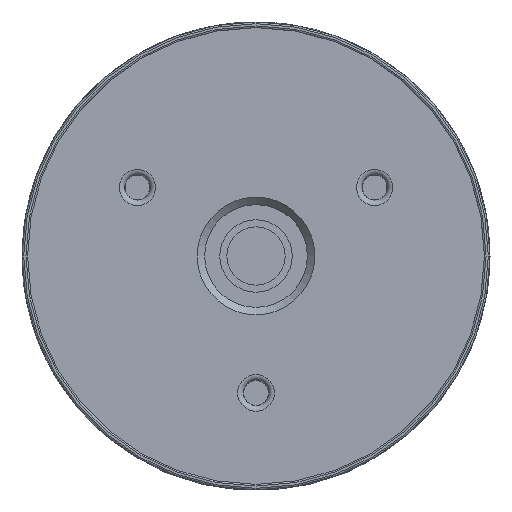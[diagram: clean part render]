
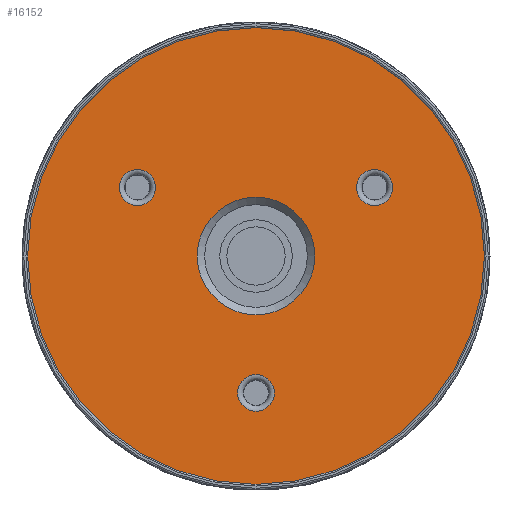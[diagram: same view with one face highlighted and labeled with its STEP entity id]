
A CAD part, front view. The second image highlights one B-rep face of the part: STEP entity #16152.
In plain terms, the highlighted planar face has unit normal (0, -1, 0).
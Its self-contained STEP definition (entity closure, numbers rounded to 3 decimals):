
#4598=FACE_BOUND('',#6285,.T.);
#4599=FACE_BOUND('',#6286,.T.);
#4600=FACE_BOUND('',#6287,.T.);
#4601=FACE_BOUND('',#6288,.T.);
#5379=FACE_OUTER_BOUND('',#6284,.T.);
#6284=EDGE_LOOP('',(#14667,#14668));
#6285=EDGE_LOOP('',(#14669));
#6286=EDGE_LOOP('',(#14670));
#6287=EDGE_LOOP('',(#14671,#14672));
#6288=EDGE_LOOP('',(#14673));
#6431=CIRCLE('',#16448,3.162);
#6434=CIRCLE('',#16452,3.162);
#6595=CIRCLE('',#17076,40.017);
#6596=CIRCLE('',#17077,40.017);
#6616=CIRCLE('',#17104,10.3);
#6617=CIRCLE('',#17105,3.203);
#6618=CIRCLE('',#17106,3.203);
#6998=VERTEX_POINT('',#21699);
#7001=VERTEX_POINT('',#21707);
#8098=VERTEX_POINT('',#28622);
#8099=VERTEX_POINT('',#28624);
#8121=VERTEX_POINT('',#28855);
#8122=VERTEX_POINT('',#28857);
#8123=VERTEX_POINT('',#28858);
#8653=EDGE_CURVE('',#6998,#6998,#6431,.T.);
#8657=EDGE_CURVE('',#7001,#7001,#6434,.T.);
#10303=EDGE_CURVE('',#8098,#8099,#6595,.T.);
#10304=EDGE_CURVE('',#8099,#8098,#6596,.T.);
#10332=EDGE_CURVE('',#8121,#8121,#6616,.T.);
#10333=EDGE_CURVE('',#8122,#8123,#6617,.T.);
#10334=EDGE_CURVE('',#8123,#8122,#6618,.T.);
#14667=ORIENTED_EDGE('',*,*,#10304,.F.);
#14668=ORIENTED_EDGE('',*,*,#10303,.F.);
#14669=ORIENTED_EDGE('',*,*,#8657,.T.);
#14670=ORIENTED_EDGE('',*,*,#10332,.F.);
#14671=ORIENTED_EDGE('',*,*,#10333,.F.);
#14672=ORIENTED_EDGE('',*,*,#10334,.F.);
#14673=ORIENTED_EDGE('',*,*,#8653,.T.);
#15349=PLANE('',#17103);
#16152=ADVANCED_FACE('',(#5379,#4598,#4599,#4600,#4601),#15349,.T.);
#16448=AXIS2_PLACEMENT_3D('',#21700,#18013,#18014);
#16452=AXIS2_PLACEMENT_3D('',#21708,#18022,#18023);
#17076=AXIS2_PLACEMENT_3D('',#28625,#20368,#20369);
#17077=AXIS2_PLACEMENT_3D('',#28626,#20370,#20371);
#17103=AXIS2_PLACEMENT_3D('',#28854,#20427,#20428);
#17104=AXIS2_PLACEMENT_3D('',#28856,#20429,#20430);
#17105=AXIS2_PLACEMENT_3D('',#28859,#20431,#20432);
#17106=AXIS2_PLACEMENT_3D('',#28860,#20433,#20434);
#18013=DIRECTION('center_axis',(0.,1.,0.));
#18014=DIRECTION('ref_axis',(-1.,0.,0.));
#18022=DIRECTION('center_axis',(0.,1.,0.));
#18023=DIRECTION('ref_axis',(-1.,0.,0.));
#20368=DIRECTION('center_axis',(0.,1.,0.));
#20369=DIRECTION('ref_axis',(0.,0.,1.));
#20370=DIRECTION('center_axis',(0.,1.,0.));
#20371=DIRECTION('ref_axis',(0.,0.,1.));
#20427=DIRECTION('center_axis',(0.,-1.,0.));
#20428=DIRECTION('ref_axis',(0.5,0.,-0.866));
#20429=DIRECTION('center_axis',(0.,-1.,0.));
#20430=DIRECTION('ref_axis',(-0.5,0.,0.866));
#20431=DIRECTION('center_axis',(0.,-1.,0.));
#20432=DIRECTION('ref_axis',(0.5,0.,-0.866));
#20433=DIRECTION('center_axis',(0.,-1.,0.));
#20434=DIRECTION('ref_axis',(0.5,0.,-0.866));
#21699=CARTESIAN_POINT('',(-17.622,-68.7,12.));
#21700=CARTESIAN_POINT('Origin',(-20.785,-68.7,12.));
#21707=CARTESIAN_POINT('',(23.947,-68.7,12.));
#21708=CARTESIAN_POINT('Origin',(20.785,-68.7,12.));
#28622=CARTESIAN_POINT('',(-40.017,-68.7,0.));
#28624=CARTESIAN_POINT('',(0.,-68.7,-40.017));
#28625=CARTESIAN_POINT('Origin',(0.,-68.7,
0.));
#28626=CARTESIAN_POINT('Origin',(0.,-68.7,
0.));
#28854=CARTESIAN_POINT('Origin',(20.135,-68.7,11.625));
#28855=CARTESIAN_POINT('',(5.15,-68.7,-8.92));
#28856=CARTESIAN_POINT('Origin',(0.,-68.7,
0.));
#28857=CARTESIAN_POINT('',(-1.601,-68.7,-21.226));
#28858=CARTESIAN_POINT('',(1.601,-68.7,-26.774));
#28859=CARTESIAN_POINT('Origin',(0.,-68.7,
-24.));
#28860=CARTESIAN_POINT('Origin',(0.,-68.7,
-24.));
